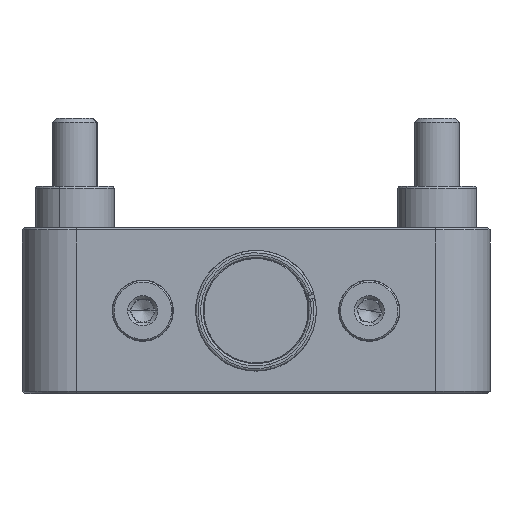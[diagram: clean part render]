
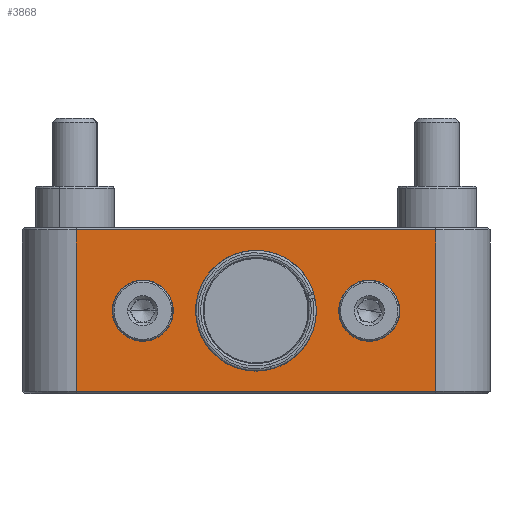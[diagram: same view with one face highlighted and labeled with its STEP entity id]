
A CAD part, front view. The second image highlights one B-rep face of the part: STEP entity #3868.
In plain terms, the highlighted planar face has unit normal (0, -1, 0).
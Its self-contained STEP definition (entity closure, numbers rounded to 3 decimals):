
#28 = LINE ( 'NONE', #3568, #7189 ) ;
#534 = CARTESIAN_POINT ( 'NONE',  ( 0., -40., 8. ) ) ;
#537 = CARTESIAN_POINT ( 'NONE',  ( -23.8, -40., -10.7 ) ) ;
#634 = VERTEX_POINT ( 'NONE', #1487 ) ;
#740 = ORIENTED_EDGE ( 'NONE', *, *, #2681, .F. ) ;
#823 = CARTESIAN_POINT ( 'NONE',  ( 0., -40., 0. ) ) ;
#1261 = AXIS2_PLACEMENT_3D ( 'NONE', #21196, #5585, #11047 ) ;
#1487 = CARTESIAN_POINT ( 'NONE',  ( -23.8, -40., 10.7 ) ) ;
#2092 = DIRECTION ( 'NONE',  ( 0., 1., 0. ) ) ;
#2520 = FACE_BOUND ( 'NONE', #20696, .T. ) ;
#2628 = VERTEX_POINT ( 'NONE', #15408 ) ;
#2681 = EDGE_CURVE ( 'NONE', #3153, #16901, #19000, .T. ) ;
#2864 = CARTESIAN_POINT ( 'NONE',  ( 0., -40., -8. ) ) ;
#2982 = DIRECTION ( 'NONE',  ( -1., 0., 0. ) ) ;
#3153 = VERTEX_POINT ( 'NONE', #3920 ) ;
#3460 = CARTESIAN_POINT ( 'NONE',  ( 23.8, -40., 10.7 ) ) ;
#3509 = ORIENTED_EDGE ( 'NONE', *, *, #3840, .F. ) ;
#3568 = CARTESIAN_POINT ( 'NONE',  ( -23.8, -40., -11. ) ) ;
#3840 = EDGE_CURVE ( 'NONE', #9944, #7149, #14025, .T. ) ;
#3868 = ADVANCED_FACE ( 'NONE', ( #6056, #14499, #2520, #14843 ), #21786, .F. ) ;
#3920 = CARTESIAN_POINT ( 'NONE',  ( -19.05, -40., 0. ) ) ;
#4250 = AXIS2_PLACEMENT_3D ( 'NONE', #11635, #18588, #2982 ) ;
#4849 = ORIENTED_EDGE ( 'NONE', *, *, #9680, .T. ) ;
#5015 = DIRECTION ( 'NONE',  ( 0., -1., 0. ) ) ;
#5167 = AXIS2_PLACEMENT_3D ( 'NONE', #6829, #5015, #12209 ) ;
#5465 = AXIS2_PLACEMENT_3D ( 'NONE', #12501, #2092, #21357 ) ;
#5585 = DIRECTION ( 'NONE',  ( 0., -1., 0. ) ) ;
#5799 = DIRECTION ( 'NONE',  ( 0., 0., 1. ) ) ;
#5819 = ORIENTED_EDGE ( 'NONE', *, *, #22087, .F. ) ;
#5948 = DIRECTION ( 'NONE',  ( 0., -1., 0. ) ) ;
#6056 = FACE_BOUND ( 'NONE', #20691, .T. ) ;
#6245 = LINE ( 'NONE', #22077, #9539 ) ;
#6586 = EDGE_CURVE ( 'NONE', #18877, #2628, #15649, .T. ) ;
#6829 = CARTESIAN_POINT ( 'NONE',  ( -15., -40., 0. ) ) ;
#6865 = CARTESIAN_POINT ( 'NONE',  ( 10.95, -40., 0. ) ) ;
#6973 = ORIENTED_EDGE ( 'NONE', *, *, #21975, .T. ) ;
#7082 = AXIS2_PLACEMENT_3D ( 'NONE', #823, #5948, #11308 ) ;
#7149 = VERTEX_POINT ( 'NONE', #2864 ) ;
#7189 = VECTOR ( 'NONE', #15879, 1000. ) ;
#7202 = EDGE_CURVE ( 'NONE', #7149, #9944, #13173, .T. ) ;
#7541 = EDGE_CURVE ( 'NONE', #15739, #634, #14374, .T. ) ;
#9014 = CARTESIAN_POINT ( 'NONE',  ( -10.95, -40., 0. ) ) ;
#9103 = DIRECTION ( 'NONE',  ( -1., 0., 0. ) ) ;
#9240 = CARTESIAN_POINT ( 'NONE',  ( -23.8, -40., -11. ) ) ;
#9470 = DIRECTION ( 'NONE',  ( 0., 1., 0. ) ) ;
#9539 = VECTOR ( 'NONE', #13226, 1000. ) ;
#9680 = EDGE_CURVE ( 'NONE', #2628, #18877, #11164, .T. ) ;
#9944 = VERTEX_POINT ( 'NONE', #534 ) ;
#10568 = ORIENTED_EDGE ( 'NONE', *, *, #7202, .F. ) ;
#10891 = EDGE_CURVE ( 'NONE', #14722, #634, #28, .T. ) ;
#11047 = DIRECTION ( 'NONE',  ( 1., 0., 0. ) ) ;
#11164 = CIRCLE ( 'NONE', #4250, 4.05 ) ;
#11308 = DIRECTION ( 'NONE',  ( 0., 0., 1. ) ) ;
#11635 = CARTESIAN_POINT ( 'NONE',  ( 15., -40., 0. ) ) ;
#11830 = AXIS2_PLACEMENT_3D ( 'NONE', #9240, #9470, #13031 ) ;
#12209 = DIRECTION ( 'NONE',  ( 1., 0., 0. ) ) ;
#12501 = CARTESIAN_POINT ( 'NONE',  ( 15., -40., 0. ) ) ;
#13031 = DIRECTION ( 'NONE',  ( -1., 0., 0. ) ) ;
#13156 = DIRECTION ( 'NONE',  ( 0., -1., 0. ) ) ;
#13173 = CIRCLE ( 'NONE', #16070, 8. ) ;
#13226 = DIRECTION ( 'NONE',  ( 1., 0., 0. ) ) ;
#14025 = CIRCLE ( 'NONE', #7082, 8. ) ;
#14267 = CARTESIAN_POINT ( 'NONE',  ( -23.8, -40., 10.7 ) ) ;
#14360 = CIRCLE ( 'NONE', #1261, 4.05 ) ;
#14371 = LINE ( 'NONE', #16299, #19086 ) ;
#14374 = LINE ( 'NONE', #14267, #19688 ) ;
#14499 = FACE_BOUND ( 'NONE', #15676, .T. ) ;
#14722 = VERTEX_POINT ( 'NONE', #537 ) ;
#14843 = FACE_OUTER_BOUND ( 'NONE', #17234, .T. ) ;
#15389 = ORIENTED_EDGE ( 'NONE', *, *, #6586, .T. ) ;
#15408 = CARTESIAN_POINT ( 'NONE',  ( 19.05, -40., 0. ) ) ;
#15649 = CIRCLE ( 'NONE', #5465, 4.05 ) ;
#15676 = EDGE_LOOP ( 'NONE', ( #5819, #740 ) ) ;
#15719 = ORIENTED_EDGE ( 'NONE', *, *, #18422, .T. ) ;
#15739 = VERTEX_POINT ( 'NONE', #3460 ) ;
#15879 = DIRECTION ( 'NONE',  ( 0., 0., 1. ) ) ;
#16070 = AXIS2_PLACEMENT_3D ( 'NONE', #20292, #13156, #18595 ) ;
#16299 = CARTESIAN_POINT ( 'NONE',  ( 23.8, -40., -11. ) ) ;
#16489 = VERTEX_POINT ( 'NONE', #21706 ) ;
#16901 = VERTEX_POINT ( 'NONE', #9014 ) ;
#17099 = ORIENTED_EDGE ( 'NONE', *, *, #10891, .F. ) ;
#17234 = EDGE_LOOP ( 'NONE', ( #6973, #21561, #17099, #15719 ) ) ;
#18422 = EDGE_CURVE ( 'NONE', #14722, #16489, #6245, .T. ) ;
#18588 = DIRECTION ( 'NONE',  ( 0., 1., 0. ) ) ;
#18595 = DIRECTION ( 'NONE',  ( 0., 0., 1. ) ) ;
#18877 = VERTEX_POINT ( 'NONE', #6865 ) ;
#19000 = CIRCLE ( 'NONE', #5167, 4.05 ) ;
#19086 = VECTOR ( 'NONE', #5799, 1000. ) ;
#19688 = VECTOR ( 'NONE', #9103, 1000. ) ;
#20292 = CARTESIAN_POINT ( 'NONE',  ( 0., -40., 0. ) ) ;
#20691 = EDGE_LOOP ( 'NONE', ( #15389, #4849 ) ) ;
#20696 = EDGE_LOOP ( 'NONE', ( #10568, #3509 ) ) ;
#21196 = CARTESIAN_POINT ( 'NONE',  ( -15., -40., 0. ) ) ;
#21357 = DIRECTION ( 'NONE',  ( -1., 0., 0. ) ) ;
#21561 = ORIENTED_EDGE ( 'NONE', *, *, #7541, .T. ) ;
#21706 = CARTESIAN_POINT ( 'NONE',  ( 23.8, -40., -10.7 ) ) ;
#21786 = PLANE ( 'NONE',  #11830 ) ;
#21975 = EDGE_CURVE ( 'NONE', #16489, #15739, #14371, .T. ) ;
#22077 = CARTESIAN_POINT ( 'NONE',  ( -23.8, -40., -10.7 ) ) ;
#22087 = EDGE_CURVE ( 'NONE', #16901, #3153, #14360, .T. ) ;
